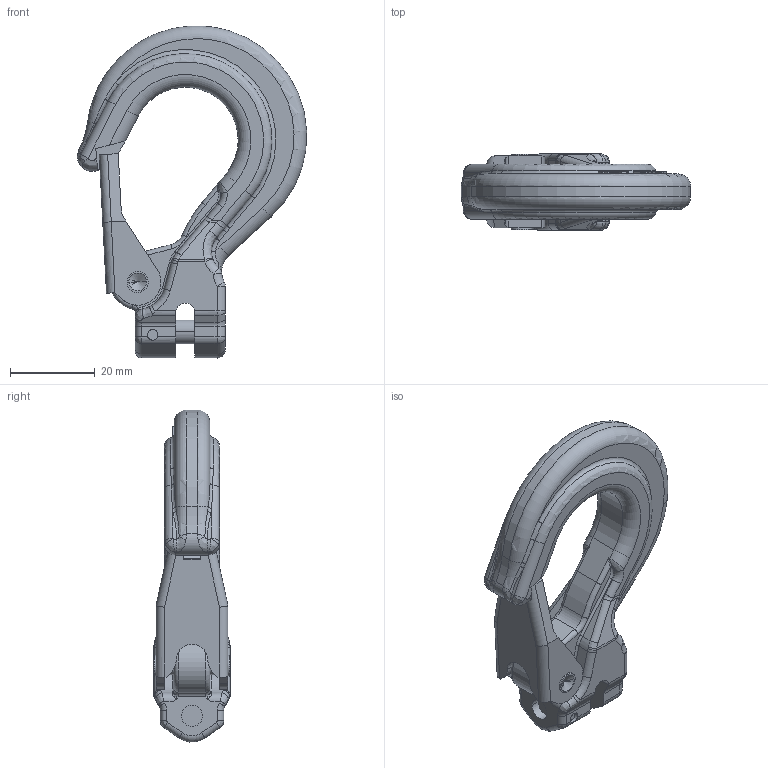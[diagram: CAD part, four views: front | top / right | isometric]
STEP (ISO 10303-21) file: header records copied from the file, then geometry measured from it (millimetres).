
FILE_DESCRIPTION((''),'2;1');
FILE_NAME('001-M34948-P-1_ASM','2016-07-20T',('Andreas.Wendler'),(''),'PRO/ENGINEER BY PARAMETRIC TECHNOLOGY CORPORATION, 2011490','PRO/ENGINEER BY PARAMETRIC TECHNOLOGY CORPORATION, 2011490','');
FILE_SCHEMA(('CONFIG_CONTROL_DESIGN'));
Length unit declared in the file: millimetre
Products named in the file (3): 001-M34948-P-1; 001-M31567-P-1; 001-M34948-P-1_ASM
Assembly tree (2 placements, depth 2):
  001-M34948-P-1_ASM
    001-M34948-P-1
    001-M31567-P-1
Bounding box: 54.17 x 18 x 78.45 mm (x, y, z)
Volume: 22555.7 mm3; surface area: 9456.7 mm2
Topology: 2 solids, 2 shells, 480 faces, 1224 edges, 760 vertices
Faces by surface type: plane 247, cylinder 115, bspline 56, torus 46, sphere 10, cone 4, extrusion 2
Entity records: 16613 total; most frequent: CARTESIAN_POINT 5188, ORIENTED_EDGE 2440, DIRECTION 2272, EDGE_CURVE 1220, VECTOR 774, LINE 772, VERTEX_POINT 760, AXIS2_PLACEMENT_3D 749
